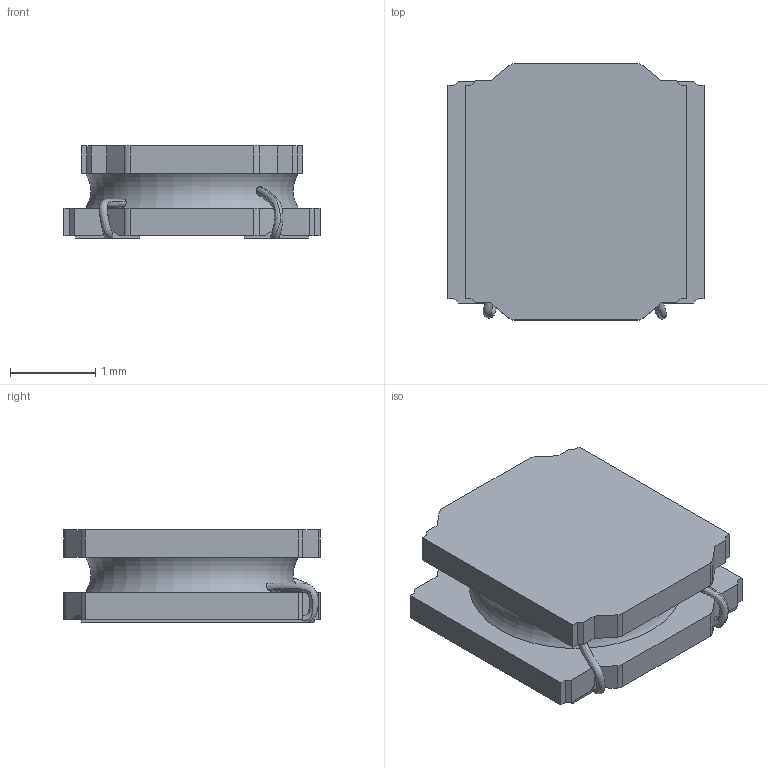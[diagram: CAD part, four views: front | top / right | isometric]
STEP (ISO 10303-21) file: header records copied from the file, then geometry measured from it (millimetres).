
FILE_DESCRIPTION(/* description */ (''),/* implementation_level */ '2;1');
FILE_NAME(/* name */ 'L_Abracon_ASPI-3012S-3D.step',/* time_stamp */ '2022-01-25T14:21:50+02:00',/* author */ (''),/* organization */ (''),/* preprocessor_version */ 'ST-DEVELOPER v18.1',/* originating_system */ 'Autodesk Translation Framework v10.10.0.1391',/* authorisation */ '');
FILE_SCHEMA (('AUTOMOTIVE_DESIGN { 1 0 10303 214 3 1 1 }'));
Length unit declared in the file: millimetre
Products named in the file (1): (Unsaved)
Bounding box: 3 x 3 x 1.08 mm (x, y, z)
Volume: 7.1 mm3; surface area: 34.2 mm2
Topology: 1 solids, 1 shells, 79 faces, 242 edges, 160 vertices
Faces by surface type: plane 66, cylinder 8, bspline 4, torus 1
Entity records: 3969 total; most frequent: CARTESIAN_POINT 1775, ORIENTED_EDGE 484, DIRECTION 403, EDGE_CURVE 242, LINE 205, VECTOR 205, VERTEX_POINT 160, AXIS2_PLACEMENT_3D 99
